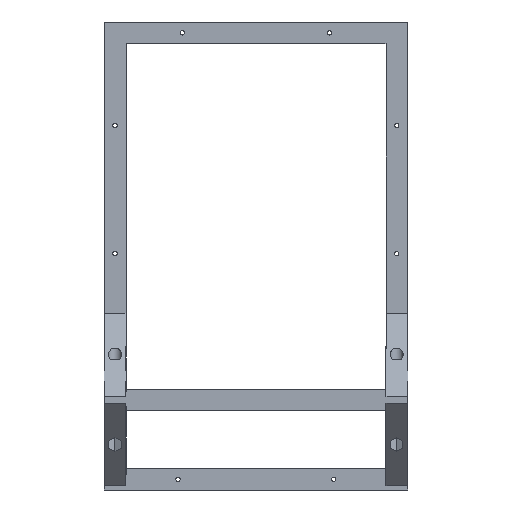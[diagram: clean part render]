
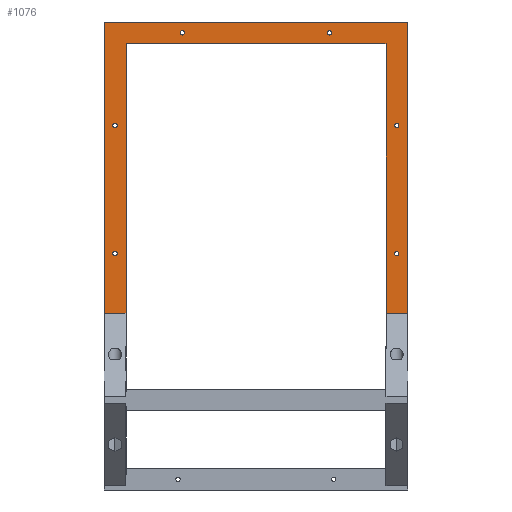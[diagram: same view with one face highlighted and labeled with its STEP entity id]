
A CAD part, front view. The second image highlights one B-rep face of the part: STEP entity #1076.
In plain terms, the highlighted planar face has unit normal (0, -1, 0).
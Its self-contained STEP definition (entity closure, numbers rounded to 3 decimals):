
#39=FACE_BOUND('',#167,.T.);
#40=FACE_BOUND('',#168,.T.);
#41=FACE_BOUND('',#169,.T.);
#42=FACE_BOUND('',#170,.T.);
#43=FACE_BOUND('',#171,.T.);
#44=FACE_BOUND('',#172,.T.);
#69=CIRCLE('',#1155,2.5);
#70=CIRCLE('',#1156,2.5);
#71=CIRCLE('',#1157,2.5);
#72=CIRCLE('',#1158,2.5);
#73=CIRCLE('',#1159,2.5);
#74=CIRCLE('',#1160,2.5);
#104=FACE_OUTER_BOUND('',#166,.T.);
#166=EDGE_LOOP('',(#819,#820,#821,#822,#823,#824,#825,#826));
#167=EDGE_LOOP('',(#827));
#168=EDGE_LOOP('',(#828));
#169=EDGE_LOOP('',(#829));
#170=EDGE_LOOP('',(#830));
#171=EDGE_LOOP('',(#831));
#172=EDGE_LOOP('',(#832));
#248=LINE('',#1552,#370);
#251=LINE('',#1558,#373);
#257=LINE('',#1579,#379);
#272=LINE('',#1608,#394);
#275=LINE('',#1622,#397);
#279=LINE('',#1630,#401);
#282=LINE('',#1635,#404);
#283=LINE('',#1636,#405);
#370=VECTOR('',#1244,10.);
#373=VECTOR('',#1249,10.);
#379=VECTOR('',#1273,10.);
#394=VECTOR('',#1294,10.);
#397=VECTOR('',#1311,10.);
#401=VECTOR('',#1319,10.);
#404=VECTOR('',#1324,10.);
#405=VECTOR('',#1325,10.);
#493=VERTEX_POINT('',#1549);
#494=VERTEX_POINT('',#1551);
#496=VERTEX_POINT('',#1557);
#502=VERTEX_POINT('',#1578);
#509=VERTEX_POINT('',#1597);
#513=VERTEX_POINT('',#1606);
#517=VERTEX_POINT('',#1621);
#519=VERTEX_POINT('',#1629);
#521=VERTEX_POINT('',#1637);
#522=VERTEX_POINT('',#1639);
#523=VERTEX_POINT('',#1641);
#524=VERTEX_POINT('',#1643);
#525=VERTEX_POINT('',#1645);
#526=VERTEX_POINT('',#1647);
#594=EDGE_CURVE('',#494,#493,#248,.T.);
#597=EDGE_CURVE('',#496,#494,#251,.T.);
#607=EDGE_CURVE('',#502,#496,#257,.T.);
#623=EDGE_CURVE('',#509,#513,#272,.T.);
#629=EDGE_CURVE('',#517,#509,#275,.T.);
#633=EDGE_CURVE('',#519,#517,#279,.T.);
#636=EDGE_CURVE('',#502,#513,#282,.F.);
#637=EDGE_CURVE('',#493,#519,#283,.T.);
#638=EDGE_CURVE('',#521,#521,#69,.T.);
#639=EDGE_CURVE('',#522,#522,#70,.T.);
#640=EDGE_CURVE('',#523,#523,#71,.T.);
#641=EDGE_CURVE('',#524,#524,#72,.T.);
#642=EDGE_CURVE('',#525,#525,#73,.T.);
#643=EDGE_CURVE('',#526,#526,#74,.T.);
#819=ORIENTED_EDGE('',*,*,#629,.T.);
#820=ORIENTED_EDGE('',*,*,#623,.T.);
#821=ORIENTED_EDGE('',*,*,#636,.F.);
#822=ORIENTED_EDGE('',*,*,#607,.T.);
#823=ORIENTED_EDGE('',*,*,#597,.T.);
#824=ORIENTED_EDGE('',*,*,#594,.T.);
#825=ORIENTED_EDGE('',*,*,#637,.T.);
#826=ORIENTED_EDGE('',*,*,#633,.T.);
#827=ORIENTED_EDGE('',*,*,#638,.T.);
#828=ORIENTED_EDGE('',*,*,#639,.T.);
#829=ORIENTED_EDGE('',*,*,#640,.T.);
#830=ORIENTED_EDGE('',*,*,#641,.T.);
#831=ORIENTED_EDGE('',*,*,#642,.T.);
#832=ORIENTED_EDGE('',*,*,#643,.T.);
#1032=PLANE('',#1154);
#1076=ADVANCED_FACE('',(#104,#39,#40,#41,#42,#43,#44),#1032,.F.);
#1154=AXIS2_PLACEMENT_3D('',#1634,#1322,#1323);
#1155=AXIS2_PLACEMENT_3D('',#1638,#1326,#1327);
#1156=AXIS2_PLACEMENT_3D('',#1640,#1328,#1329);
#1157=AXIS2_PLACEMENT_3D('',#1642,#1330,#1331);
#1158=AXIS2_PLACEMENT_3D('',#1644,#1332,#1333);
#1159=AXIS2_PLACEMENT_3D('',#1646,#1334,#1335);
#1160=AXIS2_PLACEMENT_3D('',#1648,#1336,#1337);
#1244=DIRECTION('',(0.,0.,1.));
#1249=DIRECTION('',(1.,0.,0.));
#1273=DIRECTION('',(0.,0.,-1.));
#1294=DIRECTION('',(0.,0.,1.));
#1311=DIRECTION('',(1.,0.,0.));
#1319=DIRECTION('',(0.,0.,-1.));
#1322=DIRECTION('center_axis',(0.,1.,0.));
#1323=DIRECTION('ref_axis',(-1.,0.,0.));
#1324=DIRECTION('',(-1.,0.,0.));
#1325=DIRECTION('',(1.,0.,0.));
#1326=DIRECTION('center_axis',(0.,1.,0.));
#1327=DIRECTION('ref_axis',(1.,0.,0.));
#1328=DIRECTION('center_axis',(0.,1.,0.));
#1329=DIRECTION('ref_axis',(1.,0.,0.));
#1330=DIRECTION('center_axis',(0.,1.,0.));
#1331=DIRECTION('ref_axis',(-1.,0.,0.));
#1332=DIRECTION('center_axis',(0.,1.,0.));
#1333=DIRECTION('ref_axis',(-1.,0.,0.));
#1334=DIRECTION('center_axis',(0.,1.,0.));
#1335=DIRECTION('ref_axis',(1.,0.,0.));
#1336=DIRECTION('center_axis',(0.,1.,0.));
#1337=DIRECTION('ref_axis',(-1.,0.,0.));
#1549=CARTESIAN_POINT('',(-149.8,239.95,1099.5));
#1551=CARTESIAN_POINT('',(-149.8,239.95,788.2));
#1552=CARTESIAN_POINT('',(-149.8,239.95,584.5));
#1557=CARTESIAN_POINT('',(-174.8,239.95,788.2));
#1558=CARTESIAN_POINT('',(-82.45,239.95,788.2));
#1578=CARTESIAN_POINT('',(-174.8,239.95,1124.5));
#1579=CARTESIAN_POINT('',(-174.8,239.95,775.25));
#1597=CARTESIAN_POINT('',(175.2,239.95,788.2));
#1606=CARTESIAN_POINT('',(175.2,239.95,1124.5));
#1608=CARTESIAN_POINT('',(175.2,239.95,584.5));
#1621=CARTESIAN_POINT('',(150.2,239.95,788.2));
#1622=CARTESIAN_POINT('',(80.05,239.95,788.2));
#1629=CARTESIAN_POINT('',(150.2,239.95,1099.5));
#1630=CARTESIAN_POINT('',(150.2,239.95,775.25));
#1634=CARTESIAN_POINT('Origin',(0.1,239.95,874.5));
#1635=CARTESIAN_POINT('',(-249.85,239.95,1124.5));
#1636=CARTESIAN_POINT('',(-149.822,239.95,1099.5));
#1637=CARTESIAN_POINT('',(-165.,239.95,857.137));
#1638=CARTESIAN_POINT('Origin',(-162.5,239.95,857.137));
#1639=CARTESIAN_POINT('',(-165.,239.95,1005.));
#1640=CARTESIAN_POINT('Origin',(-162.5,239.95,1005.));
#1641=CARTESIAN_POINT('',(165.,239.95,857.137));
#1642=CARTESIAN_POINT('Origin',(162.5,239.95,857.137));
#1643=CARTESIAN_POINT('',(165.,239.95,1005.));
#1644=CARTESIAN_POINT('Origin',(162.5,239.95,1005.));
#1645=CARTESIAN_POINT('',(-87.484,239.95,1111.998));
#1646=CARTESIAN_POINT('Origin',(-84.984,239.95,1111.998));
#1647=CARTESIAN_POINT('',(87.484,239.95,1111.998));
#1648=CARTESIAN_POINT('Origin',(84.984,239.95,1111.998));
